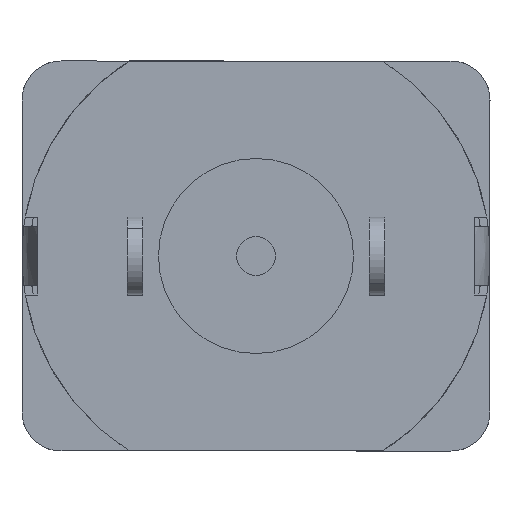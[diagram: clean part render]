
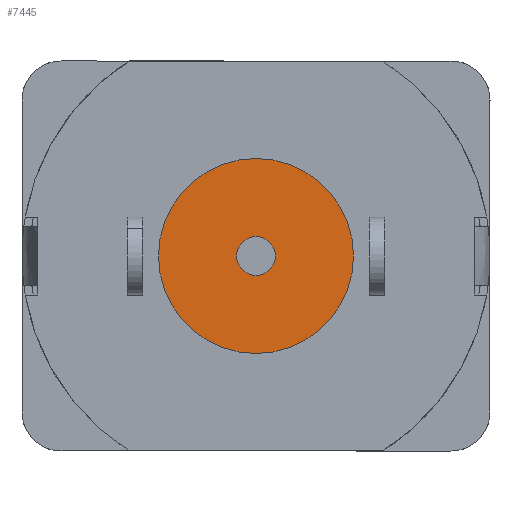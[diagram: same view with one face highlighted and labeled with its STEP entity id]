
A CAD part, front view. The second image highlights one B-rep face of the part: STEP entity #7445.
In plain terms, the highlighted planar face has unit normal (0, -1, 0).
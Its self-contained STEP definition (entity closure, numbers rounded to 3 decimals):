
#419 = DIRECTION ( 'NONE',  ( 0., -1., 0. ) ) ;
#1266 = ORIENTED_EDGE ( 'NONE', *, *, #53826, .T. ) ;
#4049 = DIRECTION ( 'NONE',  ( 0., 0., -1. ) ) ;
#6515 = DIRECTION ( 'NONE',  ( 0., 1., 0. ) ) ;
#6665 = EDGE_CURVE ( 'NONE', #44765, #18374, #18906, .T. ) ;
#7354 = DIRECTION ( 'NONE',  ( -1., 0., 0. ) ) ;
#7445 = ADVANCED_FACE ( 'NONE', ( #30994, #75515 ), #69917, .T. ) ;
#8915 = CARTESIAN_POINT ( 'NONE',  ( -2.5, -0.8, 0. ) ) ;
#14278 = CIRCLE ( 'NONE', #53927, 2.5 ) ;
#15260 = AXIS2_PLACEMENT_3D ( 'NONE', #39038, #6515, #7354 ) ;
#15763 = DIRECTION ( 'NONE',  ( -1., 0., 0. ) ) ;
#18374 = VERTEX_POINT ( 'NONE', #8915 ) ;
#18906 = CIRCLE ( 'NONE', #83081, 2.5 ) ;
#27160 = EDGE_CURVE ( 'NONE', #60495, #64944, #57410, .T. ) ;
#30408 = EDGE_CURVE ( 'NONE', #64944, #60495, #52171, .T. ) ;
#30994 = FACE_OUTER_BOUND ( 'NONE', #51967, .T. ) ;
#31050 = ORIENTED_EDGE ( 'NONE', *, *, #30408, .T. ) ;
#31324 = ORIENTED_EDGE ( 'NONE', *, *, #6665, .T. ) ;
#32850 = CARTESIAN_POINT ( 'NONE',  ( 2.5, -0.8, 0. ) ) ;
#35921 = ORIENTED_EDGE ( 'NONE', *, *, #27160, .T. ) ;
#37627 = DIRECTION ( 'NONE',  ( 0., -1., 0. ) ) ;
#39034 = CARTESIAN_POINT ( 'NONE',  ( 0.5, -0.8, 0. ) ) ;
#39038 = CARTESIAN_POINT ( 'NONE',  ( 0., -0.8, 0. ) ) ;
#44467 = CARTESIAN_POINT ( 'NONE',  ( 0., -0.8, 0. ) ) ;
#44765 = VERTEX_POINT ( 'NONE', #32850 ) ;
#48730 = DIRECTION ( 'NONE',  ( 0., 1., 0. ) ) ;
#51967 = EDGE_LOOP ( 'NONE', ( #31324, #1266 ) ) ;
#52171 = CIRCLE ( 'NONE', #15260, 0.5 ) ;
#53826 = EDGE_CURVE ( 'NONE', #18374, #44765, #14278, .T. ) ;
#53927 = AXIS2_PLACEMENT_3D ( 'NONE', #71454, #419, #64184 ) ;
#55305 = AXIS2_PLACEMENT_3D ( 'NONE', #68232, #62660, #4049 ) ;
#57410 = CIRCLE ( 'NONE', #76509, 0.5 ) ;
#60495 = VERTEX_POINT ( 'NONE', #39034 ) ;
#62660 = DIRECTION ( 'NONE',  ( 0., -1., 0. ) ) ;
#64184 = DIRECTION ( 'NONE',  ( 1., 0., 0. ) ) ;
#64944 = VERTEX_POINT ( 'NONE', #66489 ) ;
#66489 = CARTESIAN_POINT ( 'NONE',  ( -0.5, -0.8, 0. ) ) ;
#67172 = EDGE_LOOP ( 'NONE', ( #35921, #31050 ) ) ;
#68232 = CARTESIAN_POINT ( 'NONE',  ( 0., -0.8, 0. ) ) ;
#69917 = PLANE ( 'NONE',  #55305 ) ;
#70126 = DIRECTION ( 'NONE',  ( 1., 0., 0. ) ) ;
#71454 = CARTESIAN_POINT ( 'NONE',  ( 0., -0.8, 0. ) ) ;
#75515 = FACE_BOUND ( 'NONE', #67172, .T. ) ;
#76509 = AXIS2_PLACEMENT_3D ( 'NONE', #77145, #48730, #15763 ) ;
#77145 = CARTESIAN_POINT ( 'NONE',  ( 0., -0.8, 0. ) ) ;
#83081 = AXIS2_PLACEMENT_3D ( 'NONE', #44467, #37627, #70126 ) ;
